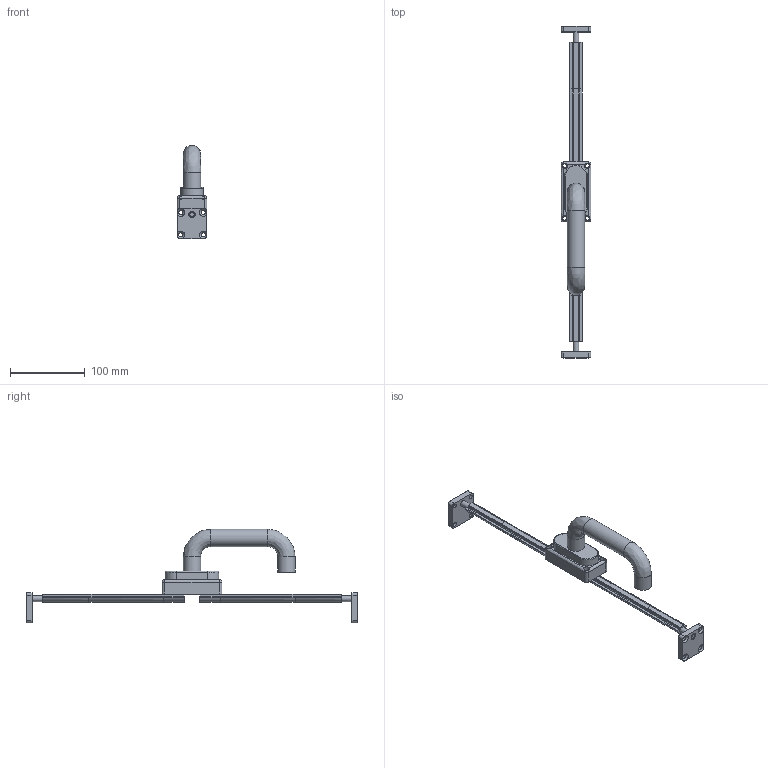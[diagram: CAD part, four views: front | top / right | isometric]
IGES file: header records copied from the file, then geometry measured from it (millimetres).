
Global section: file name: SZ0422V_A; native system: Autodesk Inventor 2015; preprocessor: unknown; author: Behrens; date: 20151123.095955; units: millimetre
Bounding box: 40 x 443 x 124.5 mm (x, y, z)
Volume: 232904.2 mm3; surface area: 75183.9 mm2
Topology: 14 solids, 14 shells, 243 faces, 630 edges, 418 vertices
Faces by surface type: bspline 243
